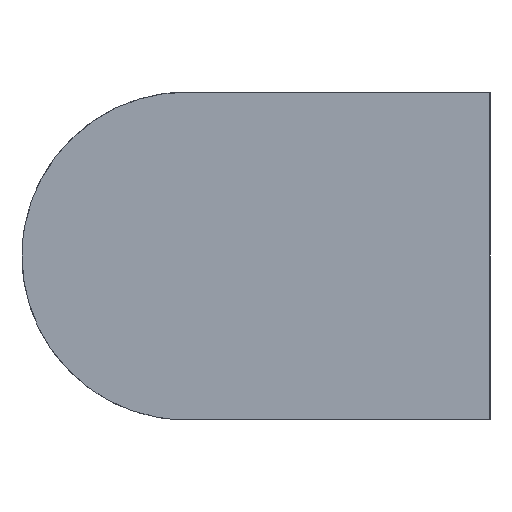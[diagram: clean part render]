
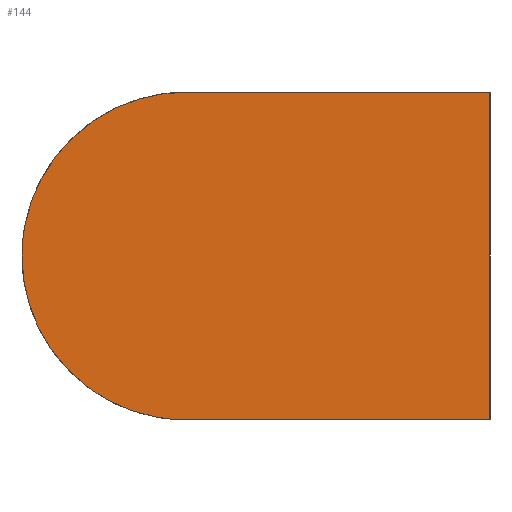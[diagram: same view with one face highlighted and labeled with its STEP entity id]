
A CAD part, left-side view. The second image highlights one B-rep face of the part: STEP entity #144.
In plain terms, the highlighted free-form (B-spline) face has degree [1, 1] with [2, 2] control points.
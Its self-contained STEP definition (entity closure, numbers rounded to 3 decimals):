
#106 = EDGE_CURVE('',#107,#109,#111,.T.);
#107 = VERTEX_POINT('',#108);
#108 = CARTESIAN_POINT('',(-32.505,38.415,
    -20.685));
#109 = VERTEX_POINT('',#110);
#110 = CARTESIAN_POINT('',(-32.505,0.,-20.685));
#111 = B_SPLINE_CURVE_WITH_KNOTS('',1,(#112,#113),.UNSPECIFIED.,.F.,.F.,
  (2,2),(-27.,12.),.PIECEWISE_BEZIER_KNOTS.);
#112 = CARTESIAN_POINT('',(-32.505,38.415,
    -20.685));
#113 = CARTESIAN_POINT('',(-32.505,0.,-20.685));
#144 = ADVANCED_FACE('',(#145),#176,.F.);
#145 = FACE_BOUND('',#146,.T.);
#146 = EDGE_LOOP('',(#147,#157,#163,#164,#171));
#147 = ORIENTED_EDGE('',*,*,#148,.T.);
#148 = EDGE_CURVE('',#149,#151,#153,.T.);
#149 = VERTEX_POINT('',#150);
#150 = CARTESIAN_POINT('',(-32.505,38.415,
    20.685));
#151 = VERTEX_POINT('',#152);
#152 = CARTESIAN_POINT('',(-32.505,59.1,
    0.));
#153 = ( BOUNDED_CURVE() B_SPLINE_CURVE(2,(#154,#155,#156),
.UNSPECIFIED.,.F.,.F.) B_SPLINE_CURVE_WITH_KNOTS((3,3),(3.142,
4.712),.PIECEWISE_BEZIER_KNOTS.) CURVE() 
GEOMETRIC_REPRESENTATION_ITEM() RATIONAL_B_SPLINE_CURVE((1.,
0.707,1.)) REPRESENTATION_ITEM('') );
#154 = CARTESIAN_POINT('',(-32.505,38.415,
    20.685));
#155 = CARTESIAN_POINT('',(-32.505,59.1,
    20.685));
#156 = CARTESIAN_POINT('',(-32.505,59.1,
    0.));
#157 = ORIENTED_EDGE('',*,*,#158,.T.);
#158 = EDGE_CURVE('',#151,#107,#159,.T.);
#159 = ( BOUNDED_CURVE() B_SPLINE_CURVE(2,(#160,#161,#162),
.UNSPECIFIED.,.F.,.F.) B_SPLINE_CURVE_WITH_KNOTS((3,3),(4.712,
6.283),.PIECEWISE_BEZIER_KNOTS.) CURVE() 
GEOMETRIC_REPRESENTATION_ITEM() RATIONAL_B_SPLINE_CURVE((1.,
0.707,1.)) REPRESENTATION_ITEM('') );
#160 = CARTESIAN_POINT('',(-32.505,59.1,
    0.));
#161 = CARTESIAN_POINT('',(-32.505,59.1,
    -20.685));
#162 = CARTESIAN_POINT('',(-32.505,38.415,
    -20.685));
#163 = ORIENTED_EDGE('',*,*,#106,.T.);
#164 = ORIENTED_EDGE('',*,*,#165,.T.);
#165 = EDGE_CURVE('',#109,#166,#168,.T.);
#166 = VERTEX_POINT('',#167);
#167 = CARTESIAN_POINT('',(-32.505,0.,20.685));
#168 = B_SPLINE_CURVE_WITH_KNOTS('',1,(#169,#170),.UNSPECIFIED.,.F.,.F.,
  (2,2),(0.,42.),.PIECEWISE_BEZIER_KNOTS.);
#169 = CARTESIAN_POINT('',(-32.505,0.,-20.685));
#170 = CARTESIAN_POINT('',(-32.505,0.,20.685));
#171 = ORIENTED_EDGE('',*,*,#172,.F.);
#172 = EDGE_CURVE('',#149,#166,#173,.T.);
#173 = B_SPLINE_CURVE_WITH_KNOTS('',1,(#174,#175),.UNSPECIFIED.,.F.,.F.,
  (2,2),(-27.,12.),.PIECEWISE_BEZIER_KNOTS.);
#174 = CARTESIAN_POINT('',(-32.505,38.415,
    20.685));
#175 = CARTESIAN_POINT('',(-32.505,0.,20.685));
#176 = B_SPLINE_SURFACE_WITH_KNOTS('',1,1,(
    (#177,#178)
    ,(#179,#180
    )),.UNSPECIFIED.,.F.,.F.,.F.,(2,2),(2,2),(-42.,0.),(
    -12.,48.),.PIECEWISE_BEZIER_KNOTS.);
#177 = CARTESIAN_POINT('',(-32.505,0.,20.685));
#178 = CARTESIAN_POINT('',(-32.505,59.1,
    20.685));
#179 = CARTESIAN_POINT('',(-32.505,0.,-20.685));
#180 = CARTESIAN_POINT('',(-32.505,59.1,
    -20.685));
